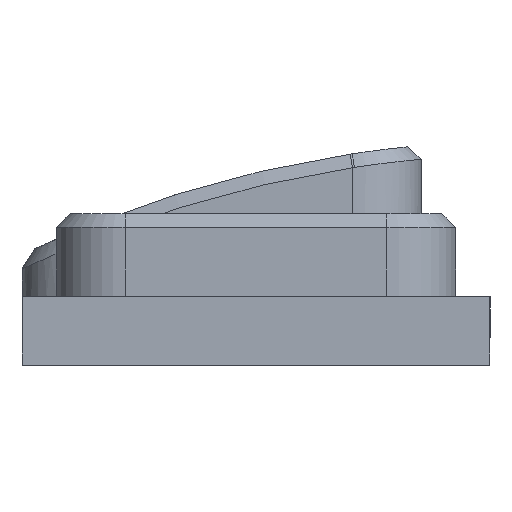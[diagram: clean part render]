
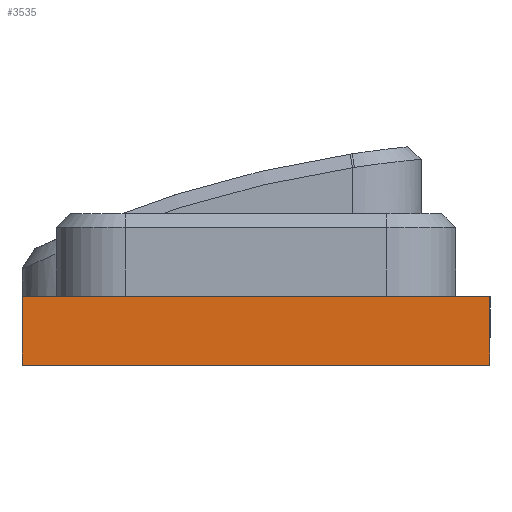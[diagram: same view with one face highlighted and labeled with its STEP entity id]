
A CAD part, left-side view. The second image highlights one B-rep face of the part: STEP entity #3535.
In plain terms, the highlighted planar face has unit normal (-1, 0, 0).
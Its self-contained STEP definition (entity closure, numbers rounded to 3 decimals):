
#229=PLANE('',#3819);
#427=FACE_OUTER_BOUND('',#633,.T.);
#633=EDGE_LOOP('',(#3268,#3269,#3270,#3271));
#955=LINE('',#6939,#1299);
#966=LINE('',#6956,#1310);
#976=LINE('',#6981,#1320);
#979=LINE('',#6987,#1323);
#1299=VECTOR('',#4639,10.);
#1310=VECTOR('',#4656,10.);
#1320=VECTOR('',#4694,10.);
#1323=VECTOR('',#4701,10.);
#1746=VERTEX_POINT('',#6936);
#1747=VERTEX_POINT('',#6938);
#1750=VERTEX_POINT('',#6954);
#1751=VERTEX_POINT('',#6980);
#2239=EDGE_CURVE('',#1747,#1746,#955,.T.);
#2250=EDGE_CURVE('',#1750,#1746,#966,.T.);
#2260=EDGE_CURVE('',#1747,#1751,#976,.T.);
#2263=EDGE_CURVE('',#1751,#1750,#979,.T.);
#3268=ORIENTED_EDGE('',*,*,#2260,.F.);
#3269=ORIENTED_EDGE('',*,*,#2239,.T.);
#3270=ORIENTED_EDGE('',*,*,#2250,.F.);
#3271=ORIENTED_EDGE('',*,*,#2263,.F.);
#3535=ADVANCED_FACE('',(#427),#229,.T.);
#3819=AXIS2_PLACEMENT_3D('',#6986,#4699,#4700);
#4639=DIRECTION('',(0.,0.,1.));
#4656=DIRECTION('',(0.,-1.,0.));
#4694=DIRECTION('',(0.,1.,0.));
#4699=DIRECTION('center_axis',(-1.,0.,0.));
#4700=DIRECTION('ref_axis',(0.,-1.,0.));
#4701=DIRECTION('',(0.,0.,1.));
#6936=CARTESIAN_POINT('',(0.,0.,1.));
#6938=CARTESIAN_POINT('',(0.,0.,0.));
#6939=CARTESIAN_POINT('',(0.,0.,0.));
#6954=CARTESIAN_POINT('',(0.,6.8,1.));
#6956=CARTESIAN_POINT('',(0.,0.,1.));
#6980=CARTESIAN_POINT('',(0.,6.8,0.));
#6981=CARTESIAN_POINT('',(0.,0.,0.));
#6986=CARTESIAN_POINT('Origin',(0.,6.8,0.));
#6987=CARTESIAN_POINT('',(0.,6.8,0.));
